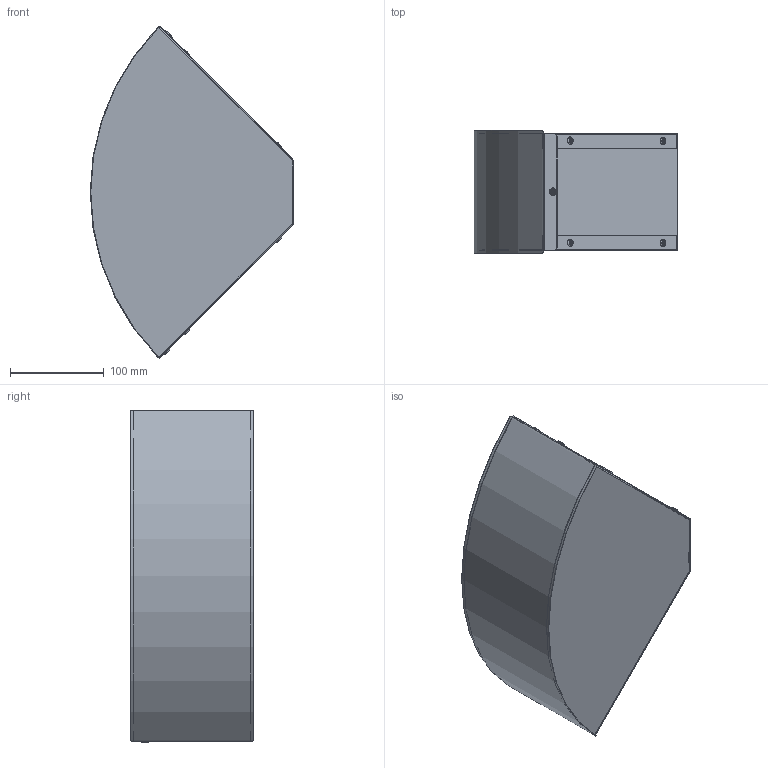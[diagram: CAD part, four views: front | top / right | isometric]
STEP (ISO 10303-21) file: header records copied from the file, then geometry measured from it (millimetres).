
FILE_DESCRIPTION((''),'2;1');
FILE_NAME('MK50004.stp','2014-03-06T07:38:23',(''),(''),'Autodesk Inventor 2013','Autodesk Inventor 2013','');
FILE_SCHEMA(('AUTOMOTIVE_DESIGN { 1 2 10303 214 0 1 1 1 }'));
Length unit declared in the file: millimetre
Products named in the file (6): MK50004; 115004; 115007; 115006; 115002; Blindnit-1661-ALST
Assembly tree (14 placements, depth 2):
  MK50004
    115004
    115007
    115006
    115002
    Blindnit-1661-ALST  x10
Bounding box: 217.19 x 131 x 354.32 mm (x, y, z)
Volume: 106938.4 mm3; surface area: 427730.8 mm2
Topology: 14 solids, 14 shells, 317 faces, 652 edges, 393 vertices
Faces by surface type: plane 112, cylinder 93, torus 60, bspline 32, sphere 20
Full cylindrical faces by diameter (mm): 4.5 x18, 5 x2, 130 x1
Entity records: 4824 total; most frequent: CARTESIAN_POINT 1226, DIRECTION 714, ORIENTED_EDGE 640, EDGE_CURVE 320, AXIS2_PLACEMENT_3D 265, EDGE_LOOP 221, VERTEX_POINT 199, VECTOR 184
